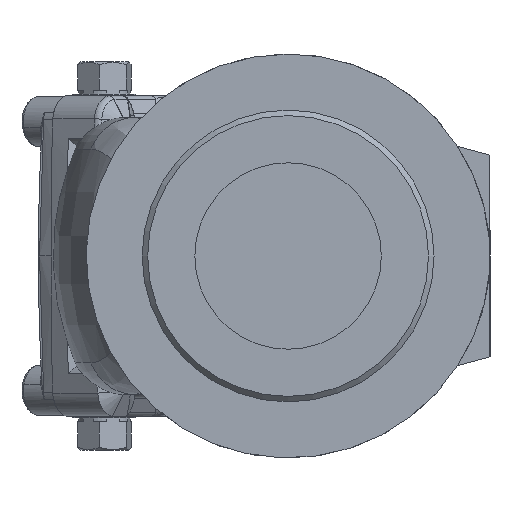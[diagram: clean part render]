
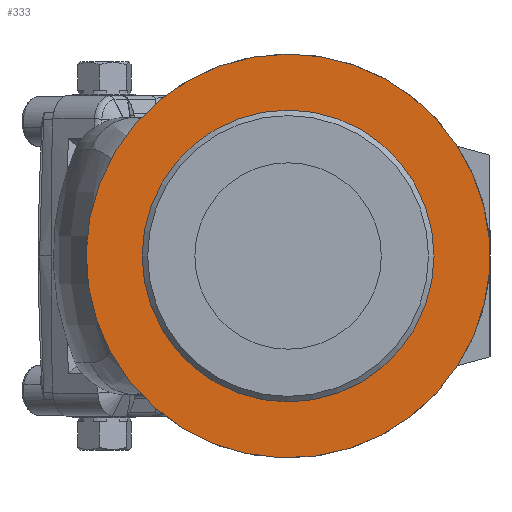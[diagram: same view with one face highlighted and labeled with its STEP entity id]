
A CAD part, left-side view. The second image highlights one B-rep face of the part: STEP entity #333.
In plain terms, the highlighted planar face has unit normal (-1, 0, 0).
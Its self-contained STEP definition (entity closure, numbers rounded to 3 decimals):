
#333 = ADVANCED_FACE ( 'NONE', ( #3647, #3662 ), #10121, .T. ) ;
#2231 = VERTEX_POINT ( 'NONE', #6022 ) ;
#2234 = VERTEX_POINT ( 'NONE', #6025 ) ;
#3647 = FACE_OUTER_BOUND ( 'NONE', #19542, .T. ) ;
#3662 = FACE_BOUND ( 'NONE', #19575, .T. ) ;
#3936 = CIRCLE ( 'NONE', #15555, 110. ) ;
#4073 = CIRCLE ( 'NONE', #15628, 79.5 ) ;
#6022 = CARTESIAN_POINT ( 'NONE',  ( -147., 0., 110. ) ) ;
#6025 = CARTESIAN_POINT ( 'NONE',  ( -147., 0., 79.5 ) ) ;
#7351 = AXIS2_PLACEMENT_3D ( 'NONE', #10119, #10123, #10124 ) ;
#10119 = CARTESIAN_POINT ( 'NONE',  ( -147., 79.5, 0. ) ) ;
#10121 = PLANE ( 'NONE',  #7351 ) ;
#10123 = DIRECTION ( 'NONE',  ( -1., 0., 0. ) ) ;
#10124 = DIRECTION ( 'NONE',  ( 0., 0., 1. ) ) ;
#11485 = ORIENTED_EDGE ( 'NONE', *, *, #19127, .F. ) ;
#11486 = ORIENTED_EDGE ( 'NONE', *, *, #19330, .F. ) ;
#15086 = CARTESIAN_POINT ( 'NONE',  ( -147., 0., 0. ) ) ;
#15087 = DIRECTION ( 'NONE',  ( 1., 0., 0. ) ) ;
#15088 = DIRECTION ( 'NONE',  ( 0., 0., 1. ) ) ;
#15555 = AXIS2_PLACEMENT_3D ( 'NONE', #15086, #15087, #15088 ) ;
#15628 = AXIS2_PLACEMENT_3D ( 'NONE', #17158, #17159, #17160 ) ;
#17158 = CARTESIAN_POINT ( 'NONE',  ( -147., 0., 0. ) ) ;
#17159 = DIRECTION ( 'NONE',  ( -1., 0., 0. ) ) ;
#17160 = DIRECTION ( 'NONE',  ( 0., 0., 1. ) ) ;
#19127 = EDGE_CURVE ( 'NONE', #2231, #2231, #3936, .T. ) ;
#19330 = EDGE_CURVE ( 'NONE', #2234, #2234, #4073, .T. ) ;
#19542 = EDGE_LOOP ( 'NONE', ( #11485 ) ) ;
#19575 = EDGE_LOOP ( 'NONE', ( #11486 ) ) ;
